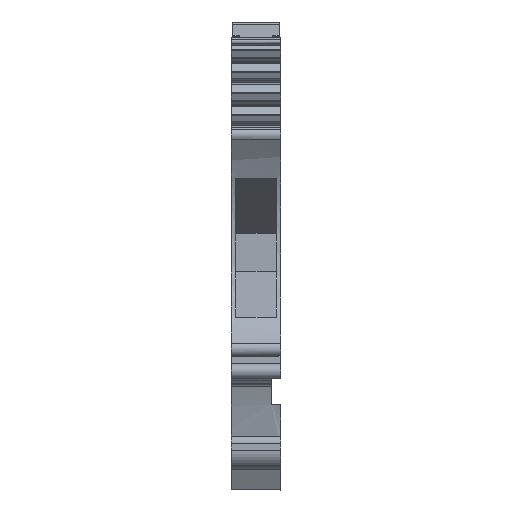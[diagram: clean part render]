
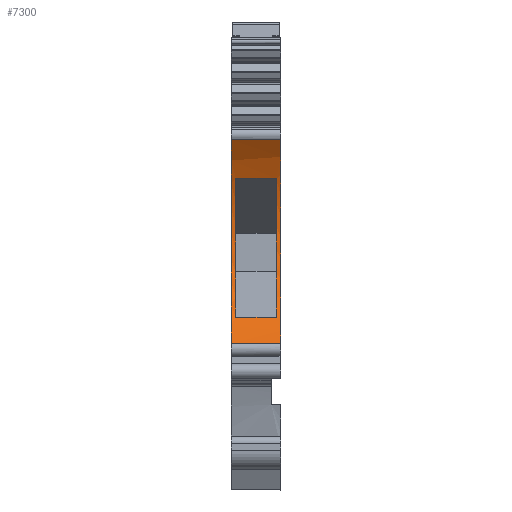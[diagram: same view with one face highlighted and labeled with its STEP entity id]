
A CAD part, front view. The second image highlights one B-rep face of the part: STEP entity #7300.
In plain terms, the highlighted cylindrical face has radius 15.05 mm (diameter 30.1 mm), a partial arc.
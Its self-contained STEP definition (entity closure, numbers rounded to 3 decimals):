
#1108=AXIS2_PLACEMENT_3D('Circle Axis2P3D',#1106,#1107,$) ;
#7253=AXIS2_PLACEMENT_3D('Cylinder Axis2P3D',#7250,#7251,#7252) ;
#7277=AXIS2_PLACEMENT_3D('Circle Axis2P3D',#7275,#7276,$) ;
#7291=AXIS2_PLACEMENT_3D('Circle Axis2P3D',#7289,#7290,$) ;
#1103=CARTESIAN_POINT('Vertex',(0.,4.261,14.969)) ;
#1106=CARTESIAN_POINT('Axis2P3D Location',(0.,-5.549,26.382)) ;
#1110=CARTESIAN_POINT('Vertex',(0.,6.167,35.828)) ;
#3462=CARTESIAN_POINT('Vertex',(5.1,6.167,35.828)) ;
#3466=CARTESIAN_POINT('Control Point',(5.1,6.167,35.828)) ;
#3467=CARTESIAN_POINT('Control Point',(5.1,7.122,34.644)) ;
#3468=CARTESIAN_POINT('Control Point',(5.1,7.926,33.34)) ;
#3469=CARTESIAN_POINT('Control Point',(5.1,8.561,31.94)) ;
#3470=CARTESIAN_POINT('Control Point',(5.1,9.464,29.011)) ;
#3471=CARTESIAN_POINT('Control Point',(5.1,9.611,25.95)) ;
#3472=CARTESIAN_POINT('Control Point',(5.1,9.489,24.418)) ;
#3473=CARTESIAN_POINT('Control Point',(5.1,8.862,21.418)) ;
#3474=CARTESIAN_POINT('Control Point',(5.1,7.508,18.668)) ;
#3475=CARTESIAN_POINT('Control Point',(5.1,6.66,17.386)) ;
#3476=CARTESIAN_POINT('Control Point',(5.1,5.613,16.17)) ;
#3477=CARTESIAN_POINT('Control Point',(5.1,4.424,15.11)) ;
#3478=CARTESIAN_POINT('Control Point',(5.1,4.37,15.063)) ;
#3479=CARTESIAN_POINT('Control Point',(5.1,4.316,15.016)) ;
#3480=CARTESIAN_POINT('Control Point',(5.1,4.261,14.969)) ;
#3481=CARTESIAN_POINT('Vertex',(5.1,4.261,14.969)) ;
#7236=CARTESIAN_POINT('Line Origine',(2.55,4.261,14.969)) ;
#7250=CARTESIAN_POINT('Axis2P3D Location',(3.1,-5.549,26.382)) ;
#7255=CARTESIAN_POINT('Line Origine',(3.1,6.167,35.828)) ;
#7266=CARTESIAN_POINT('Line Origine',(3.1,8.472,31.85)) ;
#7270=CARTESIAN_POINT('Vertex',(4.6,8.472,31.85)) ;
#7272=CARTESIAN_POINT('Vertex',(0.5,8.472,31.85)) ;
#7275=CARTESIAN_POINT('Axis2P3D Location',(4.6,-5.549,26.382)) ;
#7279=CARTESIAN_POINT('Vertex',(4.6,6.709,17.65)) ;
#7282=CARTESIAN_POINT('Line Origine',(3.1,6.709,17.65)) ;
#7286=CARTESIAN_POINT('Vertex',(0.5,6.709,17.65)) ;
#7289=CARTESIAN_POINT('Axis2P3D Location',(0.5,-5.549,26.382)) ;
#1107=DIRECTION('Axis2P3D Direction',(-1.,0.,0.)) ;
#7237=DIRECTION('Vector Direction',(-1.,0.,0.)) ;
#7251=DIRECTION('Axis2P3D Direction',(-1.,0.,0.)) ;
#7252=DIRECTION('Axis2P3D XDirection',(0.,0.779,0.628)) ;
#7256=DIRECTION('Vector Direction',(-1.,0.,0.)) ;
#7267=DIRECTION('Vector Direction',(-1.,0.,0.)) ;
#7276=DIRECTION('Axis2P3D Direction',(-1.,0.,0.)) ;
#7283=DIRECTION('Vector Direction',(-1.,0.,0.)) ;
#7290=DIRECTION('Axis2P3D Direction',(-1.,0.,0.)) ;
#7238=VECTOR('Line Direction',#7237,1.) ;
#7257=VECTOR('Line Direction',#7256,1.) ;
#7268=VECTOR('Line Direction',#7267,1.) ;
#7284=VECTOR('Line Direction',#7283,1.) ;
#7261=ORIENTED_EDGE('',*,*,#7240,.T.) ;
#7262=ORIENTED_EDGE('',*,*,#3483,.F.) ;
#7263=ORIENTED_EDGE('',*,*,#7259,.F.) ;
#7264=ORIENTED_EDGE('',*,*,#1112,.F.) ;
#7295=ORIENTED_EDGE('',*,*,#7274,.F.) ;
#7296=ORIENTED_EDGE('',*,*,#7281,.T.) ;
#7297=ORIENTED_EDGE('',*,*,#7288,.T.) ;
#7298=ORIENTED_EDGE('',*,*,#7293,.F.) ;
#7299=FACE_BOUND('',#7294,.T.) ;
#7300=ADVANCED_FACE('Hauptk\X2\00F6\X0\rper',(#7265,#7299),#7254,.F.) ;
#3465=B_SPLINE_CURVE_WITH_KNOTS('',5,(#3466,#3467,#3468,#3469,#3470,#3471,#3472,#3473,#3474,#3475,#3476,#3477,#3478,#3479,#3480),.UNSPECIFIED.,.F.,.U.,(6,3,3,3,6),(0.,10.751,21.502,32.253,32.761),.UNSPECIFIED.) ;
#1109=CIRCLE('generated circle',#1108,15.05) ;
#7278=CIRCLE('generated circle',#7277,15.05) ;
#7292=CIRCLE('generated circle',#7291,15.05) ;
#7254=CYLINDRICAL_SURFACE('generated cylinder',#7253,15.05) ;
#1112=EDGE_CURVE('',#1104,#1111,#1109,.F.) ;
#3483=EDGE_CURVE('',#3463,#3482,#3465,.T.) ;
#7240=EDGE_CURVE('',#1104,#3482,#7239,.F.) ;
#7259=EDGE_CURVE('',#1111,#3463,#7258,.F.) ;
#7274=EDGE_CURVE('',#7271,#7273,#7269,.T.) ;
#7281=EDGE_CURVE('',#7271,#7280,#7278,.T.) ;
#7288=EDGE_CURVE('',#7280,#7287,#7285,.T.) ;
#7293=EDGE_CURVE('',#7273,#7287,#7292,.T.) ;
#7260=EDGE_LOOP('',(#7261,#7262,#7263,#7264)) ;
#7294=EDGE_LOOP('',(#7295,#7296,#7297,#7298)) ;
#7265=FACE_OUTER_BOUND('',#7260,.T.) ;
#7239=LINE('Line',#7236,#7238) ;
#7258=LINE('Line',#7255,#7257) ;
#7269=LINE('Line',#7266,#7268) ;
#7285=LINE('Line',#7282,#7284) ;
#1104=VERTEX_POINT('',#1103) ;
#1111=VERTEX_POINT('',#1110) ;
#3463=VERTEX_POINT('',#3462) ;
#3482=VERTEX_POINT('',#3481) ;
#7271=VERTEX_POINT('',#7270) ;
#7273=VERTEX_POINT('',#7272) ;
#7280=VERTEX_POINT('',#7279) ;
#7287=VERTEX_POINT('',#7286) ;
